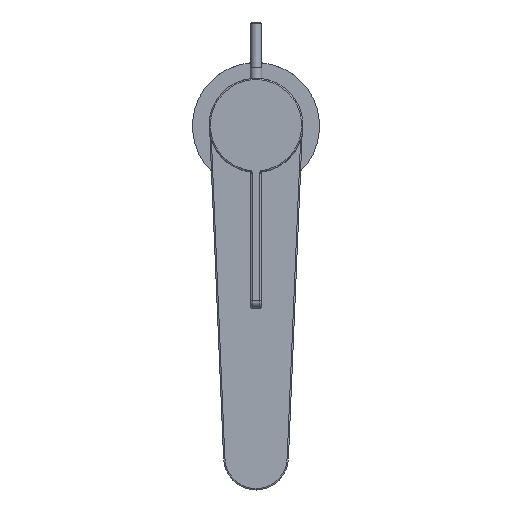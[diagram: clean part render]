
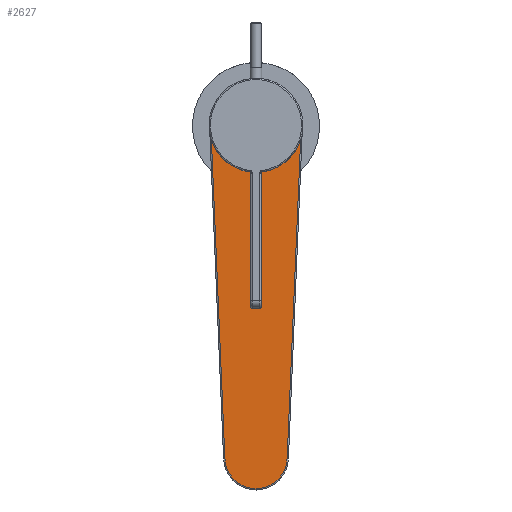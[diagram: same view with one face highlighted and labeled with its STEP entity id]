
A CAD part, top view. The second image highlights one B-rep face of the part: STEP entity #2627.
In plain terms, the highlighted planar face has unit normal (0, 0, 1).
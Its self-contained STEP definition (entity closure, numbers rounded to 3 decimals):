
#141=FACE_BOUND('',#888,.T.);
#340=LINE('',#7382,#487);
#341=LINE('',#7389,#488);
#487=VECTOR('',#3702,127.886);
#488=VECTOR('',#3713,127.886);
#566=PLANE('',#2994);
#715=FACE_OUTER_BOUND('',#887,.T.);
#887=EDGE_LOOP('',(#2341,#2342,#2343,#2344));
#888=EDGE_LOOP('',(#2345));
#1048=CIRCLE('',#2977,16.2);
#1053=CIRCLE('',#2986,17.4);
#1057=CIRCLE('',#2992,12.);
#1272=VERTEX_POINT('',#7350);
#1281=VERTEX_POINT('',#7375);
#1282=VERTEX_POINT('',#7376);
#1283=VERTEX_POINT('',#7381);
#1284=VERTEX_POINT('',#7385);
#1629=EDGE_CURVE('',#1272,#1272,#1048,.T.);
#1640=EDGE_CURVE('',#1281,#1282,#1053,.T.);
#1643=EDGE_CURVE('',#1281,#1283,#340,.T.);
#1645=EDGE_CURVE('',#1284,#1283,#1057,.T.);
#1647=EDGE_CURVE('',#1284,#1282,#341,.T.);
#2341=ORIENTED_EDGE('',*,*,#1645,.T.);
#2342=ORIENTED_EDGE('',*,*,#1643,.F.);
#2343=ORIENTED_EDGE('',*,*,#1640,.T.);
#2344=ORIENTED_EDGE('',*,*,#1647,.F.);
#2345=ORIENTED_EDGE('',*,*,#1629,.F.);
#2627=ADVANCED_FACE('',(#715,#141),#566,.T.);
#2977=AXIS2_PLACEMENT_3D('',#7352,#3670,#3671);
#2986=AXIS2_PLACEMENT_3D('',#7377,#3694,#3695);
#2992=AXIS2_PLACEMENT_3D('',#7386,#3707,#3708);
#2994=AXIS2_PLACEMENT_3D('',#7388,#3711,#3712);
#3670=DIRECTION('center_axis',(0.,0.,1.));
#3671=DIRECTION('ref_axis',(0.,-1.,0.));
#3694=DIRECTION('center_axis',(0.,0.,1.));
#3695=DIRECTION('ref_axis',(0.999,-0.042,0.));
#3702=DIRECTION('',(-0.042,-0.999,0.));
#3707=DIRECTION('center_axis',(0.,0.,1.));
#3708=DIRECTION('ref_axis',(-0.999,-0.042,0.));
#3711=DIRECTION('center_axis',(0.,0.,1.));
#3712=DIRECTION('ref_axis',(1.,0.,0.));
#3713=DIRECTION('',(-0.042,0.999,0.));
#7350=CARTESIAN_POINT('',(1.412,142.156,55.717));
#7352=CARTESIAN_POINT('Origin',(0.,158.294,55.717));
#7375=CARTESIAN_POINT('',(17.385,157.56,55.717));
#7376=CARTESIAN_POINT('',(-17.385,157.56,55.717));
#7377=CARTESIAN_POINT('Origin',(0.,158.294,55.717));
#7381=CARTESIAN_POINT('',(11.989,29.788,55.717));
#7382=CARTESIAN_POINT('',(17.385,157.56,55.717));
#7385=CARTESIAN_POINT('',(-11.989,29.788,55.717));
#7386=CARTESIAN_POINT('Origin',(0.,30.294,55.717));
#7388=CARTESIAN_POINT('Origin',(-25.267,10.465,55.717));
#7389=CARTESIAN_POINT('',(-11.989,29.788,55.717));
